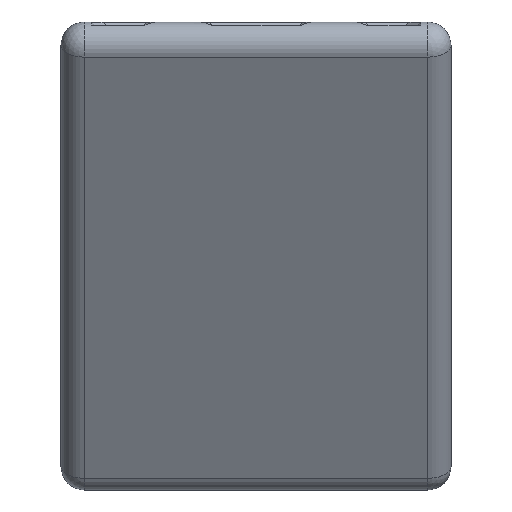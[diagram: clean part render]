
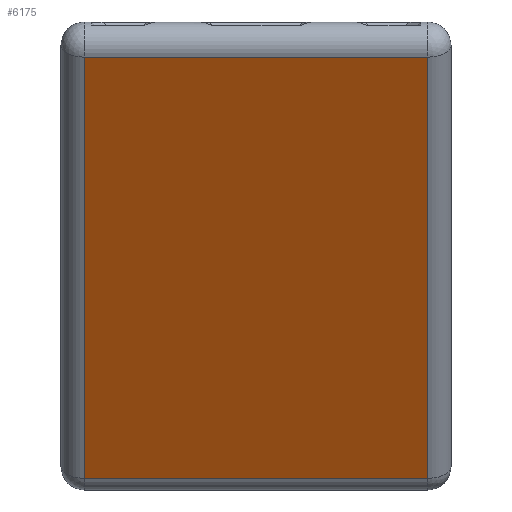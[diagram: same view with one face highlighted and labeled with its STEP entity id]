
A CAD part, left-side view. The second image highlights one B-rep face of the part: STEP entity #6175.
In plain terms, the highlighted planar face has unit normal (-0.866, 0, -0.5).
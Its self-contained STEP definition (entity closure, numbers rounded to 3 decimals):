
#493=FACE_OUTER_BOUND('',#870,.T.);
#870=EDGE_LOOP('',(#5301,#5302,#5303,#5304));
#1418=LINE('',#9296,#2167);
#1419=LINE('',#9298,#2168);
#1420=LINE('',#9302,#2169);
#1655=LINE('',#9979,#2404);
#2167=VECTOR('',#7626,10.);
#2168=VECTOR('',#7629,10.);
#2169=VECTOR('',#7634,10.);
#2404=VECTOR('',#8107,10.);
#2655=VERTEX_POINT('',#8866);
#2656=VERTEX_POINT('',#8872);
#2797=VERTEX_POINT('',#9294);
#2798=VERTEX_POINT('',#9300);
#3504=EDGE_CURVE('',#2797,#2655,#1418,.T.);
#3505=EDGE_CURVE('',#2655,#2656,#1419,.T.);
#3507=EDGE_CURVE('',#2656,#2798,#1420,.T.);
#3771=EDGE_CURVE('',#2798,#2797,#1655,.T.);
#5301=ORIENTED_EDGE('',*,*,#3507,.F.);
#5302=ORIENTED_EDGE('',*,*,#3505,.F.);
#5303=ORIENTED_EDGE('',*,*,#3504,.F.);
#5304=ORIENTED_EDGE('',*,*,#3771,.F.);
#5836=PLANE('',#6603);
#6175=ADVANCED_FACE('',(#493),#5836,.T.);
#6603=AXIS2_PLACEMENT_3D('',#9978,#8105,#8106);
#7626=DIRECTION('',(0.5,0.,-0.866));
#7629=DIRECTION('',(0.,1.,0.));
#7634=DIRECTION('',(-0.5,0.,0.866));
#8105=DIRECTION('center_axis',(-0.866,0.,
-0.5));
#8106=DIRECTION('ref_axis',(0.,-1.,0.));
#8107=DIRECTION('',(0.,-1.,0.));
#8866=CARTESIAN_POINT('',(126.677,-32.,21.5));
#8872=CARTESIAN_POINT('',(126.677,12.,21.5));
#9294=CARTESIAN_POINT('',(95.5,-32.,75.5));
#9296=CARTESIAN_POINT('',(131.327,-32.,13.446));
#9298=CARTESIAN_POINT('',(126.677,2.5,21.5));
#9300=CARTESIAN_POINT('',(95.5,12.,75.5));
#9302=CARTESIAN_POINT('',(131.327,12.,13.446));
#9978=CARTESIAN_POINT('Origin',(131.327,15.,13.446));
#9979=CARTESIAN_POINT('',(95.5,2.5,75.5));
